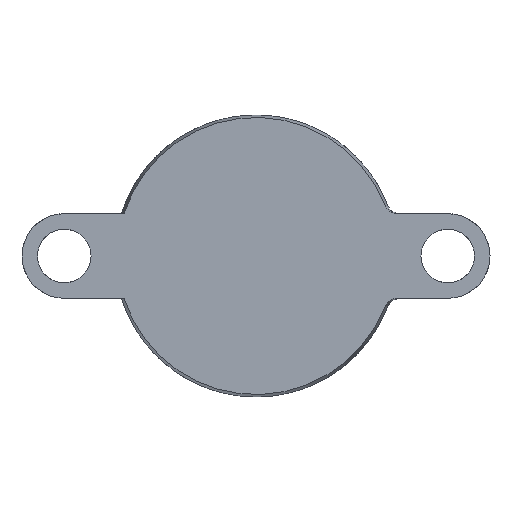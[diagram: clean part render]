
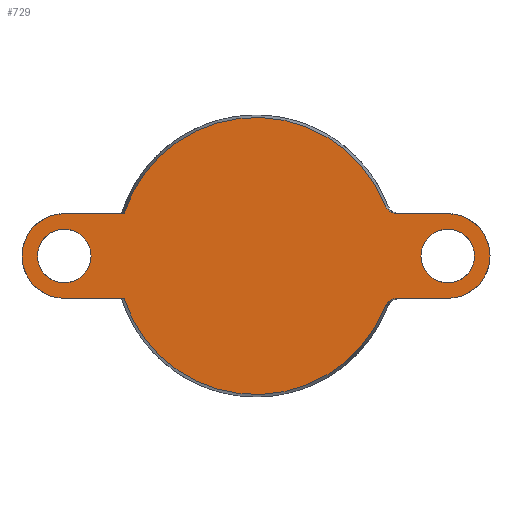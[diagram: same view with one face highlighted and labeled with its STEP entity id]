
A CAD part, front view. The second image highlights one B-rep face of the part: STEP entity #729.
In plain terms, the highlighted planar face has unit normal (0, -1, 0).
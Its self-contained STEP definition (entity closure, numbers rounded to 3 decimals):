
#3 = CARTESIAN_POINT ( 'NONE',  ( -68., 0., 0. ) ) ;
#11 = CARTESIAN_POINT ( 'NONE',  ( 45.848, 0., -17.699 ) ) ;
#16 = CARTESIAN_POINT ( 'NONE',  ( 48.637, 0., -15.295 ) ) ;
#30 = DIRECTION ( 'NONE',  ( 0., 1., 0. ) ) ;
#41 = LINE ( 'NONE', #428, #820 ) ;
#43 = CARTESIAN_POINT ( 'NONE',  ( -46.797, 0., -15. ) ) ;
#44 = ORIENTED_EDGE ( 'NONE', *, *, #1023, .F. ) ;
#48 = EDGE_CURVE ( 'NONE', #515, #1164, #1036, .T. ) ;
#71 = CARTESIAN_POINT ( 'NONE',  ( 50.366, 0., -15. ) ) ;
#79 = CARTESIAN_POINT ( 'NONE',  ( 15., 0., 15. ) ) ;
#81 = DIRECTION ( 'NONE',  ( 0., 0., -1. ) ) ;
#86 = ORIENTED_EDGE ( 'NONE', *, *, #1149, .T. ) ;
#106 = ORIENTED_EDGE ( 'NONE', *, *, #133, .T. ) ;
#108 = CARTESIAN_POINT ( 'NONE',  ( 50.366, 0., 15. ) ) ;
#125 = ORIENTED_EDGE ( 'NONE', *, *, #1055, .T. ) ;
#130 = PLANE ( 'NONE',  #399 ) ;
#133 = EDGE_CURVE ( 'NONE', #1164, #1033, #495, .T. ) ;
#134 = CARTESIAN_POINT ( 'NONE',  ( 47.322, 0., 16. ) ) ;
#140 = CARTESIAN_POINT ( 'NONE',  ( 48.644, 0., 15.292 ) ) ;
#142 = CARTESIAN_POINT ( 'NONE',  ( -68., 0., 15. ) ) ;
#146 = EDGE_CURVE ( 'NONE', #882, #1234, #1251, .T. ) ;
#151 = CARTESIAN_POINT ( 'NONE',  ( 49.86, 0., 15. ) ) ;
#191 = CARTESIAN_POINT ( 'NONE',  ( 45.66, 0., 18.169 ) ) ;
#202 = CARTESIAN_POINT ( 'NONE',  ( 47.73, 0., -15.726 ) ) ;
#205 = DIRECTION ( 'NONE',  ( 1., 0., 0. ) ) ;
#211 = VERTEX_POINT ( 'NONE', #108 ) ;
#214 = CARTESIAN_POINT ( 'NONE',  ( 49.363, 0., -15.093 ) ) ;
#221 = CARTESIAN_POINT ( 'NONE',  ( 47.738, 0., 15.721 ) ) ;
#226 = EDGE_CURVE ( 'NONE', #211, #515, #730, .T. ) ;
#231 = DIRECTION ( 'NONE',  ( 0., 0., 1. ) ) ;
#240 = CARTESIAN_POINT ( 'NONE',  ( 45.848, 0., 17.699 ) ) ;
#277 = CIRCLE ( 'NONE', #1160, 49.143 ) ;
#279 = CARTESIAN_POINT ( 'NONE',  ( 50.366, 0., -15. ) ) ;
#281 = LINE ( 'NONE', #79, #1198 ) ;
#283 = CARTESIAN_POINT ( 'NONE',  ( 47.952, 0., -15.6 ) ) ;
#291 = CARTESIAN_POINT ( 'NONE',  ( 50.113, 0., -15. ) ) ;
#303 = CARTESIAN_POINT ( 'NONE',  ( 49.116, 0., -15.149 ) ) ;
#305 = ORIENTED_EDGE ( 'NONE', *, *, #48, .T. ) ;
#310 = CARTESIAN_POINT ( 'NONE',  ( 46.108, 0., 17.258 ) ) ;
#326 = EDGE_CURVE ( 'NONE', #1254, #1234, #41, .T. ) ;
#331 = FACE_OUTER_BOUND ( 'NONE', #1276, .T. ) ;
#368 = ORIENTED_EDGE ( 'NONE', *, *, #549, .F. ) ;
#382 = VERTEX_POINT ( 'NONE', #600 ) ;
#389 = CARTESIAN_POINT ( 'NONE',  ( 46.1, 0., -17.269 ) ) ;
#399 = AXIS2_PLACEMENT_3D ( 'NONE', #921, #30, #421 ) ;
#404 = CARTESIAN_POINT ( 'NONE',  ( 46.749, 0., -16.497 ) ) ;
#421 = DIRECTION ( 'NONE',  ( 0., 0., 1. ) ) ;
#427 = LINE ( 'NONE', #1126, #567 ) ;
#428 = CARTESIAN_POINT ( 'NONE',  ( 15., 0., -15. ) ) ;
#432 = CARTESIAN_POINT ( 'NONE',  ( 48.407, 0., 15.384 ) ) ;
#437 = EDGE_CURVE ( 'NONE', #1033, #1058, #756, .T. ) ;
#450 = DIRECTION ( 'NONE',  ( 0., -1., 0. ) ) ;
#452 = EDGE_LOOP ( 'NONE', ( #44 ) ) ;
#495 = LINE ( 'NONE', #983, #876 ) ;
#507 = DIRECTION ( 'NONE',  ( 1., 0., 0. ) ) ;
#515 = VERTEX_POINT ( 'NONE', #191 ) ;
#537 = CARTESIAN_POINT ( 'NONE',  ( 50.366, 0., 15. ) ) ;
#549 = EDGE_CURVE ( 'NONE', #834, #1254, #1279, .T. ) ;
#567 = VECTOR ( 'NONE', #507, 1000. ) ;
#597 = ORIENTED_EDGE ( 'NONE', *, *, #146, .T. ) ;
#600 = CARTESIAN_POINT ( 'NONE',  ( 68., 0., 9.5 ) ) ;
#605 = CARTESIAN_POINT ( 'NONE',  ( 49.862, 0., -15.019 ) ) ;
#643 = CARTESIAN_POINT ( 'NONE',  ( 46.58, 0., 16.677 ) ) ;
#659 = CARTESIAN_POINT ( 'NONE',  ( -68., 0., 0. ) ) ;
#664 = EDGE_CURVE ( 'NONE', #1058, #752, #427, .T. ) ;
#685 = CARTESIAN_POINT ( 'NONE',  ( 47.314, 0., -16.005 ) ) ;
#690 = DIRECTION ( 'NONE',  ( 0., -1., 0. ) ) ;
#691 = CARTESIAN_POINT ( 'NONE',  ( 46.575, 0., -16.681 ) ) ;
#696 = DIRECTION ( 'NONE',  ( 0., 1., 0. ) ) ;
#700 = AXIS2_PLACEMENT_3D ( 'NONE', #659, #1060, #956 ) ;
#727 = ORIENTED_EDGE ( 'NONE', *, *, #957, .F. ) ;
#729 = ADVANCED_FACE ( 'NONE', ( #331, #907, #1213 ), #130, .F. ) ;
#730 = B_SPLINE_CURVE_WITH_KNOTS ( 'NONE', 3,
 ( #537, #151, #1230, #140, #432, #829, #221, #134, #1133, #1240, #643, #310, #240, #1220 ),
 .UNSPECIFIED., .F., .F.,
 ( 4, 2, 2, 2, 2, 2, 4 ),
 ( 0., 0.001, 0.002, 0.003, 0.004, 0.004, 0.006 ),
 .UNSPECIFIED. ) ;
#740 = DIRECTION ( 'NONE',  ( -1., 0., 0. ) ) ;
#742 = DIRECTION ( 'NONE',  ( 0., 0., -1. ) ) ;
#752 = VERTEX_POINT ( 'NONE', #43 ) ;
#756 = CIRCLE ( 'NONE', #700, 15. ) ;
#760 = AXIS2_PLACEMENT_3D ( 'NONE', #3, #1114, #231 ) ;
#767 = ORIENTED_EDGE ( 'NONE', *, *, #326, .F. ) ;
#770 = VERTEX_POINT ( 'NONE', #1275 ) ;
#803 = CARTESIAN_POINT ( 'NONE',  ( 68., 0., 0. ) ) ;
#820 = VECTOR ( 'NONE', #740, 1000. ) ;
#829 = CARTESIAN_POINT ( 'NONE',  ( 47.955, 0., 15.598 ) ) ;
#831 = DIRECTION ( 'NONE',  ( 0., 0., 1. ) ) ;
#834 = VERTEX_POINT ( 'NONE', #853 ) ;
#843 = CIRCLE ( 'NONE', #760, 9.5 ) ;
#853 = CARTESIAN_POINT ( 'NONE',  ( 68., 0., 15. ) ) ;
#862 = CIRCLE ( 'NONE', #1041, 9.5 ) ;
#876 = VECTOR ( 'NONE', #1189, 1000. ) ;
#882 = VERTEX_POINT ( 'NONE', #1064 ) ;
#896 = ORIENTED_EDGE ( 'NONE', *, *, #437, .T. ) ;
#905 = CARTESIAN_POINT ( 'NONE',  ( -68., 0., -15. ) ) ;
#907 = FACE_BOUND ( 'NONE', #1132, .T. ) ;
#921 = CARTESIAN_POINT ( 'NONE',  ( -49.143, 0., 0. ) ) ;
#945 = CARTESIAN_POINT ( 'NONE',  ( 68., 0., -15. ) ) ;
#956 = DIRECTION ( 'NONE',  ( 0., 0., -1. ) ) ;
#957 = EDGE_CURVE ( 'NONE', #211, #834, #281, .T. ) ;
#962 = DIRECTION ( 'NONE',  ( 0., 0., -1. ) ) ;
#967 = ORIENTED_EDGE ( 'NONE', *, *, #664, .T. ) ;
#975 = ORIENTED_EDGE ( 'NONE', *, *, #226, .T. ) ;
#983 = CARTESIAN_POINT ( 'NONE',  ( -15., 0., 15. ) ) ;
#1023 = EDGE_CURVE ( 'NONE', #770, #770, #843, .T. ) ;
#1033 = VERTEX_POINT ( 'NONE', #142 ) ;
#1036 = CIRCLE ( 'NONE', #1074, 49.143 ) ;
#1037 = AXIS2_PLACEMENT_3D ( 'NONE', #803, #696, #81 ) ;
#1041 = AXIS2_PLACEMENT_3D ( 'NONE', #1107, #1227, #831 ) ;
#1055 = EDGE_CURVE ( 'NONE', #382, #382, #862, .T. ) ;
#1058 = VERTEX_POINT ( 'NONE', #905 ) ;
#1060 = DIRECTION ( 'NONE',  ( 0., -1., 0. ) ) ;
#1062 = CARTESIAN_POINT ( 'NONE',  ( 0., 0., 0. ) ) ;
#1064 = CARTESIAN_POINT ( 'NONE',  ( 45.66, 0., -18.169 ) ) ;
#1074 = AXIS2_PLACEMENT_3D ( 'NONE', #1180, #690, #962 ) ;
#1107 = CARTESIAN_POINT ( 'NONE',  ( 68., 0., 0. ) ) ;
#1114 = DIRECTION ( 'NONE',  ( 0., -1., 0. ) ) ;
#1126 = CARTESIAN_POINT ( 'NONE',  ( -15., 0., -15. ) ) ;
#1132 = EDGE_LOOP ( 'NONE', ( #125 ) ) ;
#1133 = CARTESIAN_POINT ( 'NONE',  ( 47.122, 0., 16.157 ) ) ;
#1149 = EDGE_CURVE ( 'NONE', #752, #882, #277, .T. ) ;
#1156 = CARTESIAN_POINT ( 'NONE',  ( -46.797, 0., 15. ) ) ;
#1160 = AXIS2_PLACEMENT_3D ( 'NONE', #1062, #450, #742 ) ;
#1164 = VERTEX_POINT ( 'NONE', #1156 ) ;
#1176 = CARTESIAN_POINT ( 'NONE',  ( 48.405, 0., -15.385 ) ) ;
#1180 = CARTESIAN_POINT ( 'NONE',  ( 0., 0., 0. ) ) ;
#1182 = CARTESIAN_POINT ( 'NONE',  ( 47.118, 0., -16.16 ) ) ;
#1189 = DIRECTION ( 'NONE',  ( -1., 0., 0. ) ) ;
#1197 = CARTESIAN_POINT ( 'NONE',  ( 45.66, 0., -18.169 ) ) ;
#1198 = VECTOR ( 'NONE', #205, 1000. ) ;
#1213 = FACE_BOUND ( 'NONE', #452, .T. ) ;
#1220 = CARTESIAN_POINT ( 'NONE',  ( 45.66, 0., 18.169 ) ) ;
#1227 = DIRECTION ( 'NONE',  ( 0., 1., 0. ) ) ;
#1230 = CARTESIAN_POINT ( 'NONE',  ( 49.366, 0., 15.074 ) ) ;
#1234 = VERTEX_POINT ( 'NONE', #71 ) ;
#1240 = CARTESIAN_POINT ( 'NONE',  ( 46.751, 0., 16.495 ) ) ;
#1251 = B_SPLINE_CURVE_WITH_KNOTS ( 'NONE', 3,
 ( #1197, #11, #389, #691, #404, #1182, #685, #202, #283, #1176, #16, #303, #214, #605, #291, #279 ),
 .UNSPECIFIED., .F., .F.,
 ( 4, 2, 2, 2, 2, 2, 2, 4 ),
 ( 0., 0.001, 0.002, 0.003, 0.004, 0.004, 0.005, 0.006 ),
 .UNSPECIFIED. ) ;
#1254 = VERTEX_POINT ( 'NONE', #945 ) ;
#1275 = CARTESIAN_POINT ( 'NONE',  ( -68., 0., 9.5 ) ) ;
#1276 = EDGE_LOOP ( 'NONE', ( #727, #975, #305, #106, #896, #967, #86, #597, #767, #368 ) ) ;
#1279 = CIRCLE ( 'NONE', #1037, 15. ) ;
